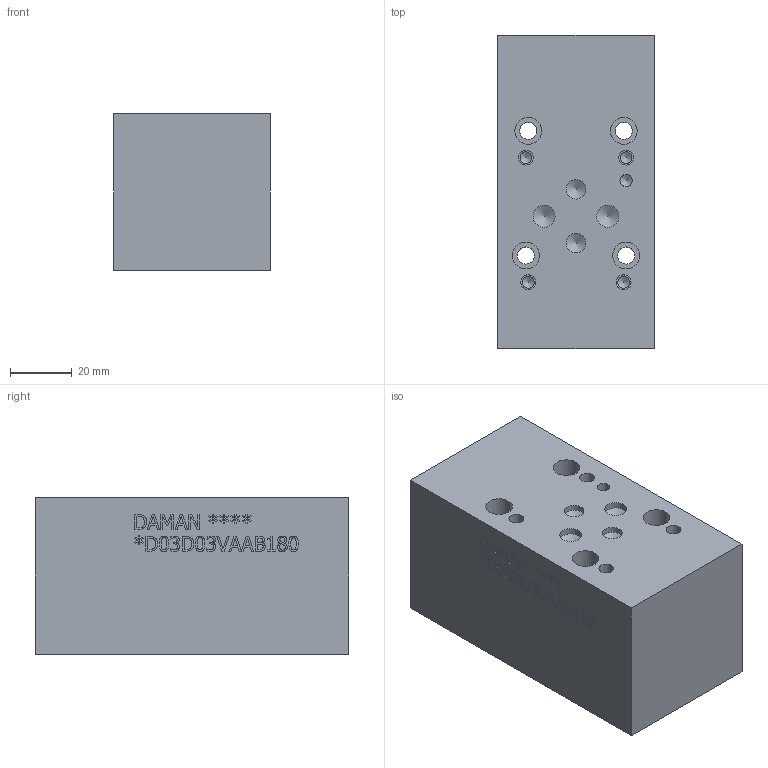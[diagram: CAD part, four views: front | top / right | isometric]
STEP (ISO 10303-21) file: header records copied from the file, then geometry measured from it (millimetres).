
FILE_DESCRIPTION(/* description */ (''),/* implementation_level */ '2;1');
FILE_NAME(/* name */ '_D03D03VAAB180.stp',/* time_stamp */ '2021-12-06T09:01:12-05:00',/* author */ ('jrf'),/* organization */ (''),/* preprocessor_version */ 'ST-DEVELOPER v18',/* originating_system */ 'Autodesk Inventor 2020',/* authorisation */ '');
FILE_SCHEMA (('AUTOMOTIVE_DESIGN { 1 0 10303 214 3 1 1 }'));
Length unit declared in the file: millimetre
Products named in the file (1): Part_AD03D03VAAB180_C12651R0_JAA_3D
Bounding box: 50.8 x 101.6 x 50.8 mm (x, y, z)
Volume: 253607.2 mm3; surface area: 31106.2 mm2
Topology: 1 solids, 1 shells, 449 faces, 1231 edges, 832 vertices
Faces by surface type: plane 273, bspline 132, cylinder 30, cone 14
Full cylindrical faces by diameter (mm): 3.175 x1, 3.785 x4, 3.962 x1, 4.826 x4, 5.563 x4, 6.35 x4, 7.137 x4, 8.738 x4, 12.7 x4
Entity records: 15240 total; most frequent: CARTESIAN_POINT 4215, ORIENTED_EDGE 2434, DIRECTION 1697, EDGE_CURVE 1217, LINE 845, VECTOR 845, VERTEX_POINT 832, EDGE_LOOP 519
